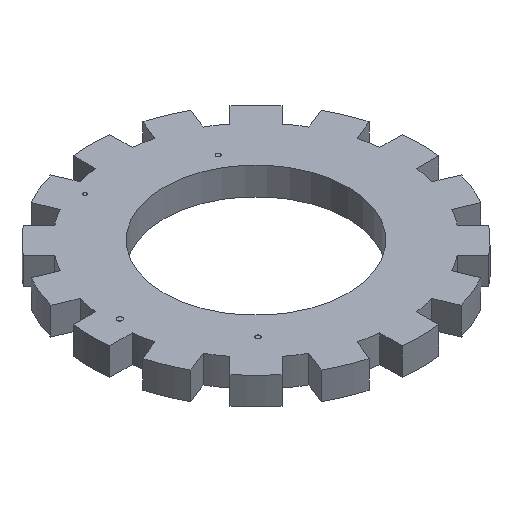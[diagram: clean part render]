
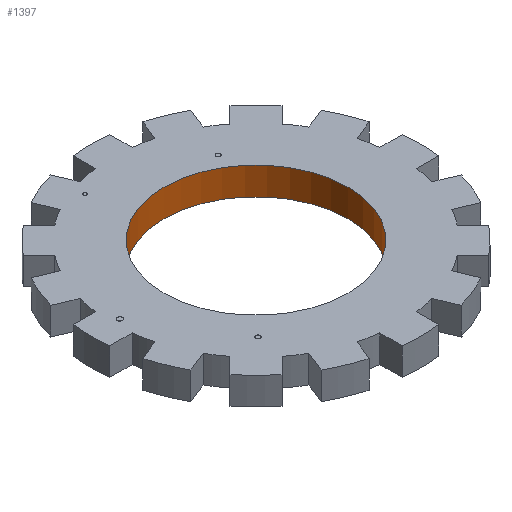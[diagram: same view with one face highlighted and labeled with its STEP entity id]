
A CAD part, isometric view. The second image highlights one B-rep face of the part: STEP entity #1397.
In plain terms, the highlighted cylindrical face has radius 250 mm (diameter 500 mm), a full revolution.
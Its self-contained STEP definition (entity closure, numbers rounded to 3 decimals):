
#562=ORIENTED_EDGE('',*,*,#902,.F.);
#563=ORIENTED_EDGE('',*,*,#903,.T.);
#902=EDGE_CURVE('',#1040,#1040,#1114,.T.);
#903=EDGE_CURVE('',#1041,#1041,#1115,.T.);
#1040=VERTEX_POINT('',#2385);
#1041=VERTEX_POINT('',#2387);
#1114=CIRCLE('',#1550,250.);
#1115=CIRCLE('',#1551,250.);
#1188=EDGE_LOOP('',(#562));
#1189=EDGE_LOOP('',(#563));
#1274=FACE_BOUND('',#1188,.T.);
#1275=FACE_BOUND('',#1189,.T.);
#1328=CYLINDRICAL_SURFACE('',#1549,250.);
#1397=ADVANCED_FACE('',(#1274,#1275),#1328,.F.);
#1549=AXIS2_PLACEMENT_3D('',#2383,#1956,#1957);
#1550=AXIS2_PLACEMENT_3D('',#2384,#1958,#1959);
#1551=AXIS2_PLACEMENT_3D('',#2386,#1960,#1961);
#1956=DIRECTION('',(0.,0.,-1.));
#1957=DIRECTION('',(-1.,0.,0.));
#1958=DIRECTION('',(0.,0.,1.));
#1959=DIRECTION('',(1.,0.,0.));
#1960=DIRECTION('',(0.,0.,1.));
#1961=DIRECTION('',(1.,0.,0.));
#2383=CARTESIAN_POINT('',(0.,0.,100.));
#2384=CARTESIAN_POINT('',(0.,0.,0.));
#2385=CARTESIAN_POINT('',(250.,0.,0.));
#2386=CARTESIAN_POINT('',(0.,0.,74.6));
#2387=CARTESIAN_POINT('',(250.,0.,74.6));
